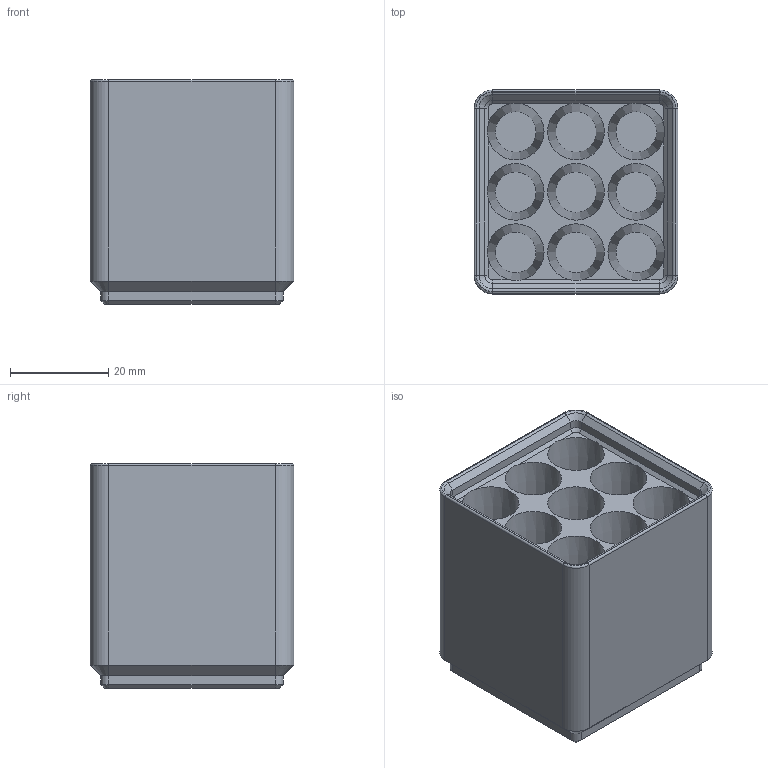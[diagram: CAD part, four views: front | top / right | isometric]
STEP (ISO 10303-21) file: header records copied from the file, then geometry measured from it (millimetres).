
FILE_DESCRIPTION(('Open CASCADE Model'),'2;1');
FILE_NAME('Open CASCADE Shape Model','2023-01-01T15:24:11',('Author'),( 'Open CASCADE'),'Open CASCADE STEP processor 7.5','Open CASCADE 7.5' ,'Unknown');
FILE_SCHEMA(('AUTOMOTIVE_DESIGN { 1 0 10303 214 1 1 1 1 }'));
Length unit declared in the file: millimetre
Products named in the file (1): Open CASCADE STEP translator 7.5 37
Bounding box: 41.5 x 41.5 x 45.8 mm (x, y, z)
Volume: 45258.4 mm3; surface area: 20973 mm2
Topology: 1 solids, 1 shells, 134 faces, 319 edges, 194 vertices
Faces by surface type: plane 73, cylinder 28, cone 25, torus 8
Full cylindrical faces by diameter (mm): 3 x4, 6.5 x4
Entity records: 7956 total; most frequent: CARTESIAN_POINT 1576, DIRECTION 1202, ORIENTED_EDGE 638, PCURVE 638, DEFINITIONAL_REPRESENTATION 638, LINE 544, VECTOR 544, EDGE_CURVE 319
